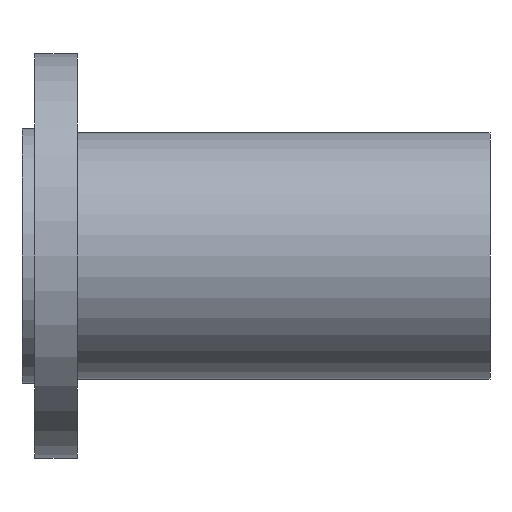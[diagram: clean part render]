
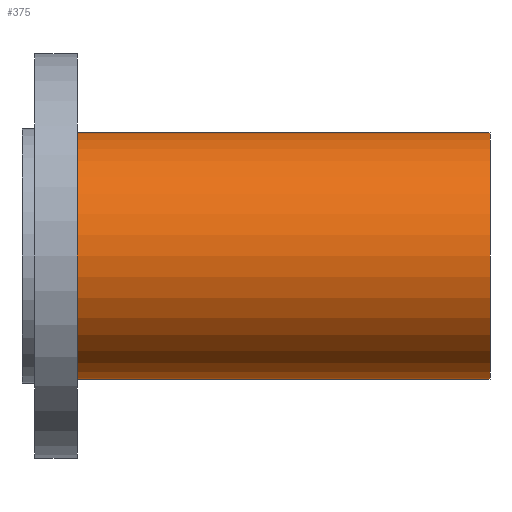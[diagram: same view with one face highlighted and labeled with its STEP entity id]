
A CAD part, front view. The second image highlights one B-rep face of the part: STEP entity #375.
In plain terms, the highlighted cylindrical face has radius 29 mm (diameter 58 mm), a partial arc.
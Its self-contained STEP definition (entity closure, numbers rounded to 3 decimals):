
#25 = CARTESIAN_POINT ( 'NONE',  ( -23.255, 0., 0. ) ) ;
#39 = LINE ( 'NONE', #553, #402 ) ;
#47 = CIRCLE ( 'NONE', #478, 29. ) ;
#89 = ORIENTED_EDGE ( 'NONE', *, *, #389, .T. ) ;
#96 = DIRECTION ( 'NONE',  ( -1., 0., 0. ) ) ;
#114 = VERTEX_POINT ( 'NONE', #523 ) ;
#189 = CARTESIAN_POINT ( 'NONE',  ( 110., 0., 0. ) ) ;
#215 = FACE_OUTER_BOUND ( 'NONE', #469, .T. ) ;
#259 = DIRECTION ( 'NONE',  ( 0., 0., 1. ) ) ;
#276 = VERTEX_POINT ( 'NONE', #833 ) ;
#287 = ORIENTED_EDGE ( 'NONE', *, *, #463, .F. ) ;
#310 = EDGE_CURVE ( 'NONE', #276, #114, #521, .T. ) ;
#313 = VECTOR ( 'NONE', #917, 1000. ) ;
#375 = ADVANCED_FACE ( 'NONE', ( #215 ), #758, .T. ) ;
#389 = EDGE_CURVE ( 'NONE', #776, #276, #47, .T. ) ;
#397 = AXIS2_PLACEMENT_3D ( 'NONE', #617, #96, #409 ) ;
#402 = VECTOR ( 'NONE', #695, 1000. ) ;
#409 = DIRECTION ( 'NONE',  ( 0., 0., 1. ) ) ;
#438 = EDGE_CURVE ( 'NONE', #709, #114, #628, .T. ) ;
#463 = EDGE_CURVE ( 'NONE', #776, #709, #39, .T. ) ;
#469 = EDGE_LOOP ( 'NONE', ( #287, #89, #740, #535 ) ) ;
#474 = CARTESIAN_POINT ( 'NONE',  ( -23.255, 0., 29. ) ) ;
#478 = AXIS2_PLACEMENT_3D ( 'NONE', #189, #678, #259 ) ;
#517 = CARTESIAN_POINT ( 'NONE',  ( 110., 0., -29. ) ) ;
#521 = LINE ( 'NONE', #474, #313 ) ;
#523 = CARTESIAN_POINT ( 'NONE',  ( 13., 0., 29. ) ) ;
#535 = ORIENTED_EDGE ( 'NONE', *, *, #438, .F. ) ;
#553 = CARTESIAN_POINT ( 'NONE',  ( -23.255, 0., -29. ) ) ;
#617 = CARTESIAN_POINT ( 'NONE',  ( 13., 0., 0. ) ) ;
#628 = CIRCLE ( 'NONE', #397, 29. ) ;
#678 = DIRECTION ( 'NONE',  ( -1., 0., 0. ) ) ;
#686 = DIRECTION ( 'NONE',  ( 0., 0., 1. ) ) ;
#695 = DIRECTION ( 'NONE',  ( -1., 0., 0. ) ) ;
#709 = VERTEX_POINT ( 'NONE', #869 ) ;
#740 = ORIENTED_EDGE ( 'NONE', *, *, #310, .T. ) ;
#758 = CYLINDRICAL_SURFACE ( 'NONE', #865, 29. ) ;
#776 = VERTEX_POINT ( 'NONE', #517 ) ;
#831 = DIRECTION ( 'NONE',  ( -1., 0., 0. ) ) ;
#833 = CARTESIAN_POINT ( 'NONE',  ( 110., 0., 29. ) ) ;
#865 = AXIS2_PLACEMENT_3D ( 'NONE', #25, #831, #686 ) ;
#869 = CARTESIAN_POINT ( 'NONE',  ( 13., 0., -29. ) ) ;
#917 = DIRECTION ( 'NONE',  ( -1., 0., 0. ) ) ;
